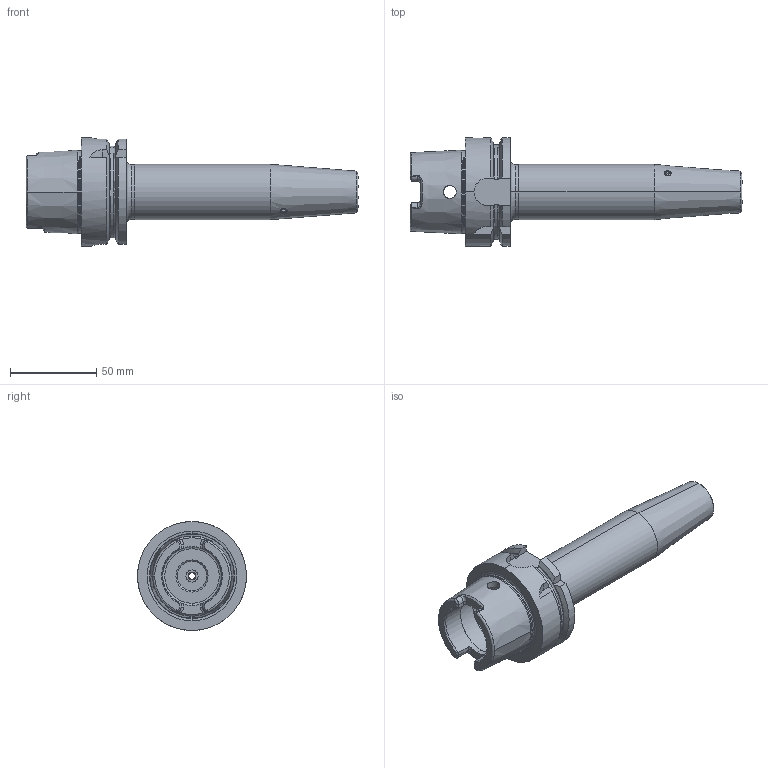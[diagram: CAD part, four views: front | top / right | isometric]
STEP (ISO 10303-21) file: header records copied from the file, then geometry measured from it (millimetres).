
FILE_DESCRIPTION (( 'STEP AP214' ), '1' );
FILE_NAME ('93.05.271.105.STEP', '2019-06-19T06:23:02', ( '' ), ( '' ), 'SwSTEP 2.0', 'SolidWorks 2014', '' );
FILE_SCHEMA (( 'AUTOMOTIVE_DESIGN' ));
Length unit declared in the file: millimetre
Products named in the file (1): 93.05.271.105
Bounding box: 192 x 63 x 63 mm (x, y, z)
Volume: 172739 mm3; surface area: 39997.7 mm2
Topology: 6 solids, 6 shells, 340 faces, 820 edges, 497 vertices
Faces by surface type: plane 125, cylinder 95, cone 75, torus 29, bspline 16
Entity records: 15114 total; most frequent: CARTESIAN_POINT 3608, ORIENTED_EDGE 1636, DIRECTION 1563, EDGE_CURVE 818, AXIS2_PLACEMENT_3D 612, VERTEX_POINT 497, EDGE_LOOP 363, UNCERTAINTY_MEASURE_WITH_UNIT 348
